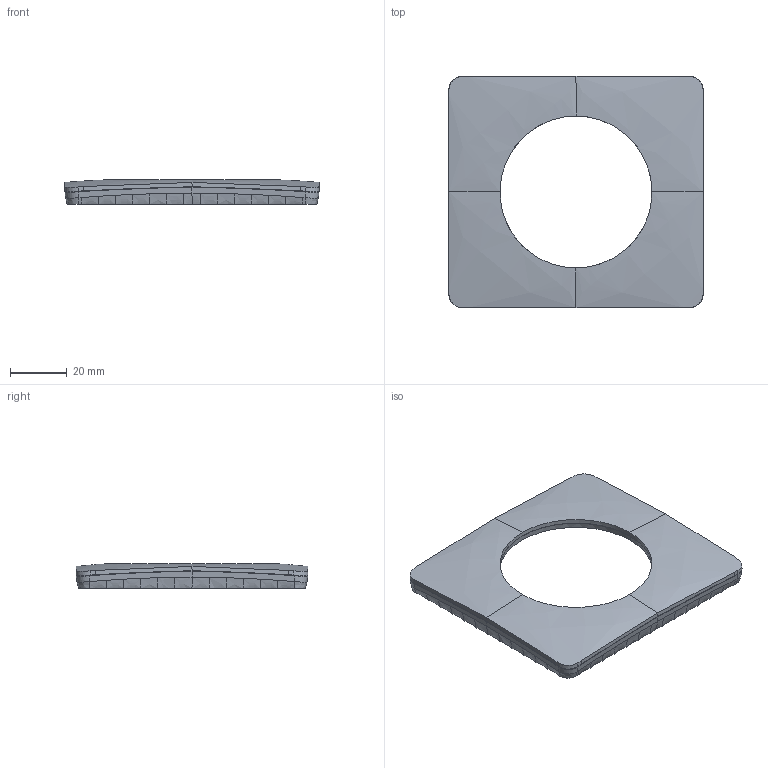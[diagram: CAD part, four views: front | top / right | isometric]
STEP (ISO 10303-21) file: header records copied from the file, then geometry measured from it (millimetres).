
FILE_DESCRIPTION(('CATIA V5 STEP Exchange','CAx-IF Rec.Pracs.--- Model Styling and Organization---1.5--- 2016-08-15','CAx-IF Rec.Pracs.---Supplemental Geometry---1.0---2011-11-01','CAx-IF Rec.Pracs.--- Composite Materials ---1.1---2010-07-15'),'2;1');
FILE_NAME('CP1401.stp','2023-06-23T13:09:15+00:00',('none'),('none'),'CATIA Version 5-6 Release 2020 SP3','CATIA V5 STEP AP214 v2','none');
FILE_SCHEMA(('AUTOMOTIVE_DESIGN { 1 0 10303 214 1 1 1 1 }'));
Length unit declared in the file: millimetre
Products named in the file (1): bois 1 poste
Bounding box: 89.71 x 81.71 x 8.7 mm (x, y, z)
Surface area: 14341.4 mm2 (no closed solid volume)
Topology: 0 solids, 1 shells, 169 faces, 427 edges, 264 vertices
Faces by surface type: bspline 133, plane 26, cone 8, cylinder 2
Entity records: 23652 total; most frequent: CARTESIAN_POINT 20809, ORIENTED_EDGE 854, EDGE_CURVE 427, B_SPLINE_CURVE_WITH_KNOTS 385, VERTEX_POINT 264, EDGE_LOOP 175, ADVANCED_FACE 169, FACE_OUTER_BOUND 169
